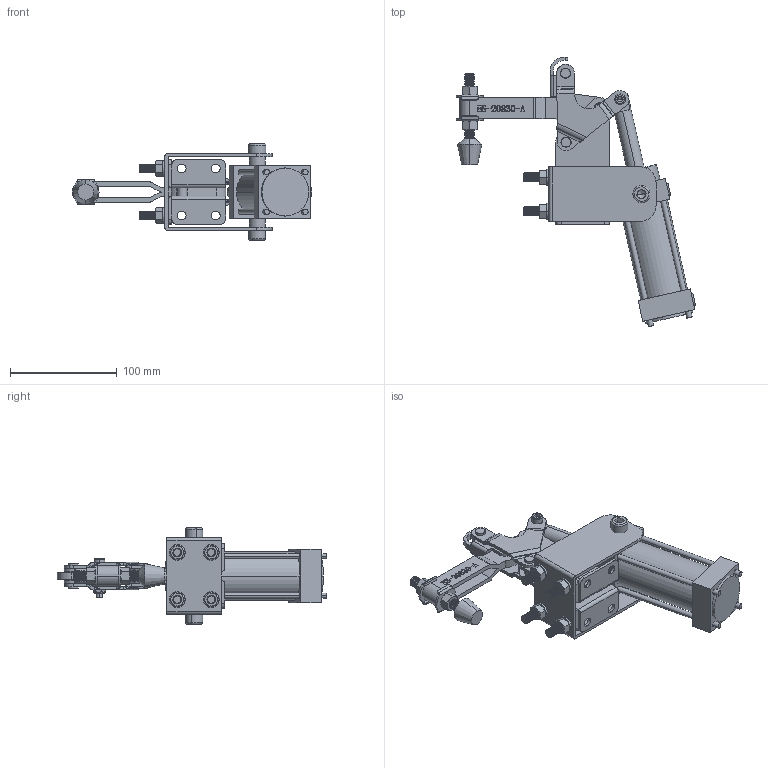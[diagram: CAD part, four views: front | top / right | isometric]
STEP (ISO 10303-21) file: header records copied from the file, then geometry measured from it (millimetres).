
FILE_DESCRIPTION (( 'STEP AP203' ), '1' );
FILE_NAME ('HS-20830-A.STEP', '2023-03-28T01:15:58', ( '微软用户' ), ( '微软中国' ), 'SwSTEP 2.0', 'SolidWorks 2012', '' );
FILE_SCHEMA (( 'CONFIG_CONTROL_DESIGN' ));
Length unit declared in the file: millimetre
Products named in the file (25): HS-20830-A; 黑芛; hex nut_ai_HNUT 0.3750-16-D-N; hex finished bolt_ai_HFBOLT 0.375-16x2.75x2.75-S; 揤輸; FW-380; hexagon socket head cap screws gb_GB_FASTENER_SCREWS_HSHCS M10X20-N; 階杶; prevailing torque hex nuts 1-fine pitch gb_GB_HEXAGON_LOCK_TYPE2 M6-N; hexagon socket head cap screws gb_GB_FASTENER_SCREWS_HSHCS M6X30-N; hex nuts, style 1-grades ab gb_GB_FASTENER_NUT_SNAB1 M8-N; hexagon head bolts-full thread gb_GB_FASTENER_BOLT_STBAB A M8X30-S; plain washers for clevis pins gb_GB_ROUND_WASHERS_TYPE7 8; plain washers for clevis pins gb_GB_ROUND_WASHERS_TYPE7 6; 傻隊; 酗穩隊; 傻騵艦杶; 騵艦杶; 活塞杆; 詰极; 錨璃7; 蟀裝; 揤參; ァ詰菁釱; 標ヵ菁釱
Assembly tree (46 placements, depth 2):
  HS-20830-A
    標ヵ菁釱
    ァ詰菁釱
    揤參
    蟀裝
    錨璃7  x2
    詰极
    活塞杆
    騵艦杶  x2
    傻騵艦杶  x2
    酗穩隊  x2
    傻隊  x2
    plain washers for clevis pins gb_GB_ROUND_WASHERS_TYPE7 6  x4
    plain washers for clevis pins gb_GB_ROUND_WASHERS_TYPE7 8  x4
    hexagon head bolts-full thread gb_GB_FASTENER_BOLT_STBAB A M8X30-S  x4
    hex nuts, style 1-grades ab gb_GB_FASTENER_NUT_SNAB1 M8-N  x4
    hexagon socket head cap screws gb_GB_FASTENER_SCREWS_HSHCS M6X30-N
    prevailing torque hex nuts 1-fine pitch gb_GB_HEXAGON_LOCK_TYPE2 M6-N
    階杶  x2
    hexagon socket head cap screws gb_GB_FASTENER_SCREWS_HSHCS M10X20-N  x2
    FW-380  x2
    揤輸
    hex finished bolt_ai_HFBOLT 0.375-16x2.75x2.75-S
    hex nut_ai_HNUT 0.3750-16-D-N  x2
    黑芛  x2
Bounding box: 224.14 x 252.39 x 90 mm (x, y, z)
Volume: 434068.6 mm3; surface area: 172387.8 mm2
Topology: 47 solids, 47 shells, 2459 faces, 5678 edges, 3370 vertices
Faces by surface type: cone 903, cylinder 706, plane 631, bspline 191, torus 28
Entity records: 54106 total; most frequent: CARTESIAN_POINT 17342, ORIENTED_EDGE 7040, DIRECTION 6861, EDGE_CURVE 3520, AXIS2_PLACEMENT_3D 2524, VERTEX_POINT 2197, LINE 1813, VECTOR 1813
